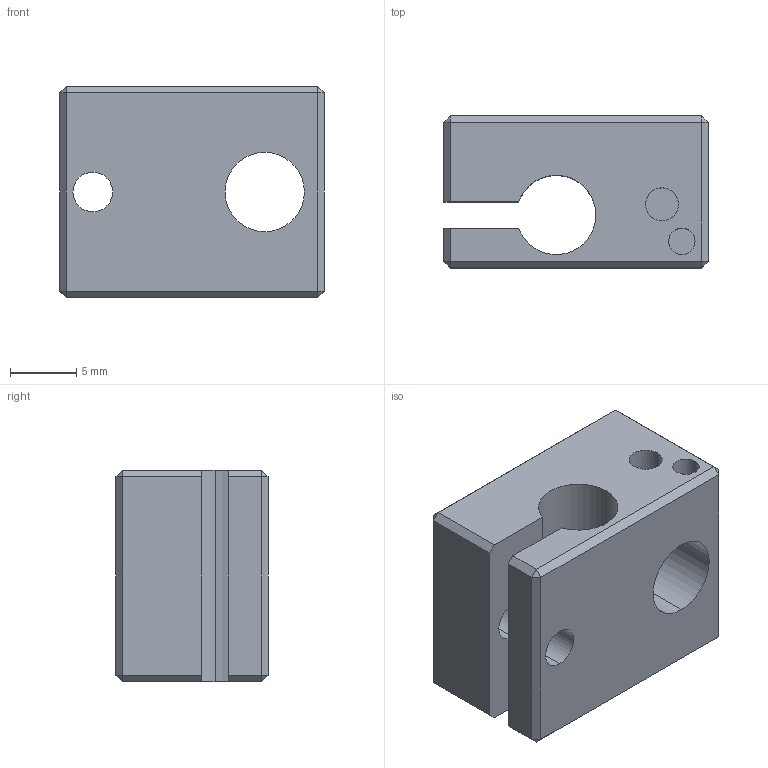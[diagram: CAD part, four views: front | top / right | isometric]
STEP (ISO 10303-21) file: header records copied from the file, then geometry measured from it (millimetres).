
FILE_DESCRIPTION (( 'STEP AP203' ), '1' );
FILE_NAME ('heater block.STEP', '2015-07-26T08:54:30', ( 'Bitch' ), ( '' ), 'SwSTEP 2.0', 'SolidWorks 2014', '' );
FILE_SCHEMA (( 'CONFIG_CONTROL_DESIGN' ));
Length unit declared in the file: millimetre
Products named in the file (1): heater block
Bounding box: 20 x 11.5 x 16 mm (x, y, z)
Volume: 2610.8 mm3; surface area: 2015.8 mm2
Topology: 1 solids, 1 shells, 45 faces, 99 edges, 58 vertices
Faces by surface type: plane 33, cylinder 12
Entity records: 1294 total; most frequent: DIRECTION 215, CARTESIAN_POINT 203, ORIENTED_EDGE 198, EDGE_CURVE 99, VECTOR 75, LINE 75, AXIS2_PLACEMENT_3D 70, VERTEX_POINT 58
